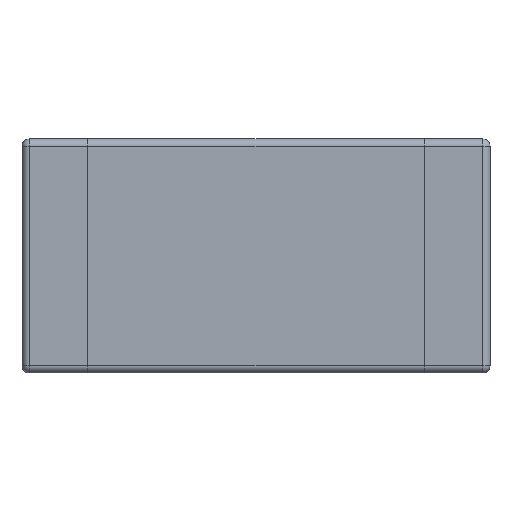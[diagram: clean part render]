
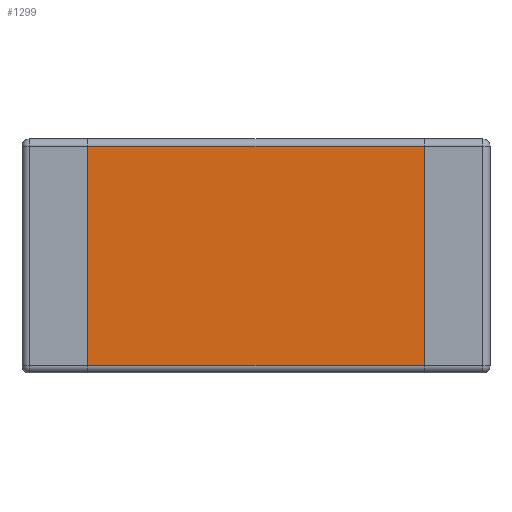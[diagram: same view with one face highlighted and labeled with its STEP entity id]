
A CAD part, front view. The second image highlights one B-rep face of the part: STEP entity #1299.
In plain terms, the highlighted planar face has unit normal (0, -1, 0).
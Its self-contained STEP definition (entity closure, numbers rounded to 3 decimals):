
#6 = DIRECTION ( 'NONE',  ( 0., 0., 1. ) ) ;
#7 = VECTOR ( 'NONE', #6, 1000. ) ;
#8 = CARTESIAN_POINT ( 'NONE',  ( -1.15, 0., -0.8 ) ) ;
#9 = LINE ( 'NONE', #8, #7 ) ;
#228 = CARTESIAN_POINT ( 'NONE',  ( 1.15, 0., 0.75 ) ) ;
#279 = CARTESIAN_POINT ( 'NONE',  ( -1.15, 0., 0.75 ) ) ;
#446 = FACE_OUTER_BOUND ( 'NONE', #1300, .T. ) ;
#480 = DIRECTION ( 'NONE',  ( 1., 0., 0. ) ) ;
#481 = VECTOR ( 'NONE', #480, 1000. ) ;
#482 = CARTESIAN_POINT ( 'NONE',  ( 1.6, 0., -0.75 ) ) ;
#483 = LINE ( 'NONE', #482, #481 ) ;
#484 = DIRECTION ( 'NONE',  ( 0., 0., -1. ) ) ;
#485 = DIRECTION ( 'NONE',  ( 0., -1., 0. ) ) ;
#486 = CARTESIAN_POINT ( 'NONE',  ( 1.6, 0., -0.8 ) ) ;
#487 = AXIS2_PLACEMENT_3D ( 'NONE', #486, #485, #484 ) ;
#488 = PLANE ( 'NONE',  #487 ) ;
#699 = DIRECTION ( 'NONE',  ( -1., 0., 0. ) ) ;
#700 = VECTOR ( 'NONE', #699, 1000. ) ;
#701 = CARTESIAN_POINT ( 'NONE',  ( -1.6, 0., 0.75 ) ) ;
#702 = LINE ( 'NONE', #701, #700 ) ;
#723 = DIRECTION ( 'NONE',  ( 0., 0., -1. ) ) ;
#724 = VECTOR ( 'NONE', #723, 1000. ) ;
#725 = CARTESIAN_POINT ( 'NONE',  ( 1.15, 0., -0.8 ) ) ;
#730 = LINE ( 'NONE', #725, #724 ) ;
#1095 = VERTEX_POINT ( 'NONE', #1414 ) ;
#1112 = VERTEX_POINT ( 'NONE', #1439 ) ;
#1162 = EDGE_CURVE ( 'NONE', #1112, #1246, #9, .T. ) ;
#1231 = VERTEX_POINT ( 'NONE', #228 ) ;
#1246 = VERTEX_POINT ( 'NONE', #279 ) ;
#1299 = ADVANCED_FACE ( 'NONE', ( #446 ), #488, .T. ) ;
#1300 = EDGE_LOOP ( 'NONE', ( #1301, #1302, #1304, #1356 ) ) ;
#1301 = ORIENTED_EDGE ( 'NONE', *, *, #1162, .F. ) ;
#1302 = ORIENTED_EDGE ( 'NONE', *, *, #1303, .T. ) ;
#1303 = EDGE_CURVE ( 'NONE', #1112, #1095, #483, .T. ) ;
#1304 = ORIENTED_EDGE ( 'NONE', *, *, #1584, .F. ) ;
#1356 = ORIENTED_EDGE ( 'NONE', *, *, #1357, .T. ) ;
#1357 = EDGE_CURVE ( 'NONE', #1231, #1246, #702, .T. ) ;
#1414 = CARTESIAN_POINT ( 'NONE',  ( 1.15, 0., -0.75 ) ) ;
#1439 = CARTESIAN_POINT ( 'NONE',  ( -1.15, 0., -0.75 ) ) ;
#1584 = EDGE_CURVE ( 'NONE', #1231, #1095, #730, .T. ) ;
